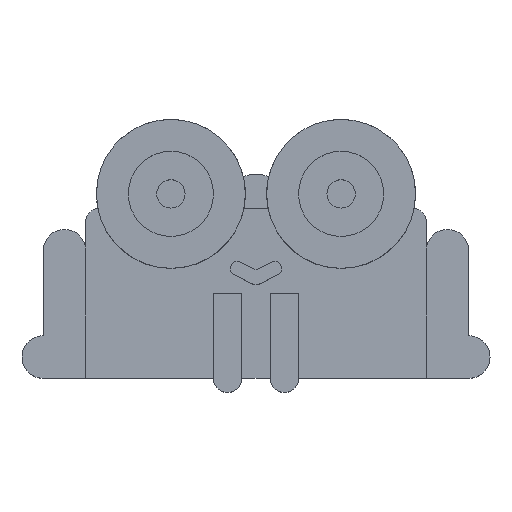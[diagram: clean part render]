
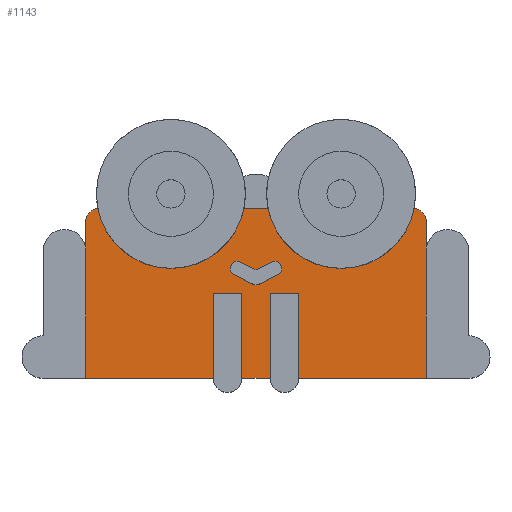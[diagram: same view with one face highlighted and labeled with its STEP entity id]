
A CAD part, top view. The second image highlights one B-rep face of the part: STEP entity #1143.
In plain terms, the highlighted planar face has unit normal (0, 0, 1).
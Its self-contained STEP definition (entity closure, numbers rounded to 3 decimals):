
#23=FACE_BOUND('',#147,.T.);
#32=PLANE('',#1233);
#76=FACE_OUTER_BOUND('',#146,.T.);
#146=EDGE_LOOP('',(#786,#787,#788,#789,#790,#791,#792,#793,#794,#795,#796,
#797,#798,#799,#800,#801,#802,#803));
#147=EDGE_LOOP('',(#804,#805,#806,#807,#808,#809,#810,#811));
#224=LINE('',#1737,#334);
#227=LINE('',#1745,#337);
#228=LINE('',#1751,#338);
#229=LINE('',#1753,#339);
#230=LINE('',#1755,#340);
#231=LINE('',#1757,#341);
#232=LINE('',#1759,#342);
#233=LINE('',#1761,#343);
#234=LINE('',#1763,#344);
#235=LINE('',#1765,#345);
#236=LINE('',#1767,#346);
#237=LINE('',#1769,#347);
#238=LINE('',#1771,#348);
#239=LINE('',#1772,#349);
#240=LINE('',#1775,#350);
#241=LINE('',#1777,#351);
#242=LINE('',#1781,#352);
#243=LINE('',#1787,#353);
#334=VECTOR('',#1369,10.);
#337=VECTOR('',#1376,10.);
#338=VECTOR('',#1381,10.);
#339=VECTOR('',#1382,10.);
#340=VECTOR('',#1383,10.);
#341=VECTOR('',#1384,10.);
#342=VECTOR('',#1385,10.);
#343=VECTOR('',#1386,10.);
#344=VECTOR('',#1387,10.);
#345=VECTOR('',#1388,10.);
#346=VECTOR('',#1389,10.);
#347=VECTOR('',#1390,10.);
#348=VECTOR('',#1391,10.);
#349=VECTOR('',#1392,10.);
#350=VECTOR('',#1393,10.);
#351=VECTOR('',#1394,10.);
#352=VECTOR('',#1397,10.);
#353=VECTOR('',#1402,10.);
#442=CIRCLE('',#1230,1.);
#444=CIRCLE('',#1234,5.25);
#445=CIRCLE('',#1235,5.25);
#446=CIRCLE('',#1236,1.);
#447=CIRCLE('',#1237,0.5);
#448=CIRCLE('',#1238,0.5);
#449=CIRCLE('',#1239,0.5);
#450=CIRCLE('',#1240,0.5);
#500=VERTEX_POINT('',#1727);
#501=VERTEX_POINT('',#1728);
#504=VERTEX_POINT('',#1736);
#506=VERTEX_POINT('',#1742);
#507=VERTEX_POINT('',#1744);
#508=VERTEX_POINT('',#1746);
#509=VERTEX_POINT('',#1748);
#510=VERTEX_POINT('',#1750);
#511=VERTEX_POINT('',#1752);
#512=VERTEX_POINT('',#1754);
#513=VERTEX_POINT('',#1756);
#514=VERTEX_POINT('',#1758);
#515=VERTEX_POINT('',#1760);
#516=VERTEX_POINT('',#1762);
#517=VERTEX_POINT('',#1764);
#518=VERTEX_POINT('',#1766);
#519=VERTEX_POINT('',#1768);
#520=VERTEX_POINT('',#1770);
#521=VERTEX_POINT('',#1773);
#522=VERTEX_POINT('',#1774);
#523=VERTEX_POINT('',#1776);
#524=VERTEX_POINT('',#1778);
#525=VERTEX_POINT('',#1780);
#526=VERTEX_POINT('',#1782);
#527=VERTEX_POINT('',#1784);
#528=VERTEX_POINT('',#1786);
#610=EDGE_CURVE('',#500,#501,#442,.T.);
#614=EDGE_CURVE('',#504,#501,#224,.T.);
#617=EDGE_CURVE('',#506,#500,#444,.T.);
#618=EDGE_CURVE('',#506,#507,#227,.T.);
#619=EDGE_CURVE('',#508,#507,#445,.T.);
#620=EDGE_CURVE('',#509,#508,#446,.T.);
#621=EDGE_CURVE('',#509,#510,#228,.T.);
#622=EDGE_CURVE('',#511,#510,#229,.T.);
#623=EDGE_CURVE('',#511,#512,#230,.T.);
#624=EDGE_CURVE('',#513,#512,#231,.T.);
#625=EDGE_CURVE('',#514,#513,#232,.T.);
#626=EDGE_CURVE('',#515,#514,#233,.T.);
#627=EDGE_CURVE('',#515,#516,#234,.T.);
#628=EDGE_CURVE('',#517,#516,#235,.T.);
#629=EDGE_CURVE('',#518,#517,#236,.T.);
#630=EDGE_CURVE('',#519,#518,#237,.T.);
#631=EDGE_CURVE('',#519,#520,#238,.T.);
#632=EDGE_CURVE('',#504,#520,#239,.T.);
#633=EDGE_CURVE('',#521,#522,#240,.T.);
#634=EDGE_CURVE('',#522,#523,#241,.T.);
#635=EDGE_CURVE('',#523,#524,#447,.T.);
#636=EDGE_CURVE('',#524,#525,#242,.T.);
#637=EDGE_CURVE('',#525,#526,#448,.T.);
#638=EDGE_CURVE('',#526,#527,#449,.T.);
#639=EDGE_CURVE('',#527,#528,#243,.T.);
#640=EDGE_CURVE('',#528,#521,#450,.T.);
#786=ORIENTED_EDGE('',*,*,#610,.F.);
#787=ORIENTED_EDGE('',*,*,#617,.F.);
#788=ORIENTED_EDGE('',*,*,#618,.T.);
#789=ORIENTED_EDGE('',*,*,#619,.F.);
#790=ORIENTED_EDGE('',*,*,#620,.F.);
#791=ORIENTED_EDGE('',*,*,#621,.T.);
#792=ORIENTED_EDGE('',*,*,#622,.F.);
#793=ORIENTED_EDGE('',*,*,#623,.T.);
#794=ORIENTED_EDGE('',*,*,#624,.F.);
#795=ORIENTED_EDGE('',*,*,#625,.F.);
#796=ORIENTED_EDGE('',*,*,#626,.F.);
#797=ORIENTED_EDGE('',*,*,#627,.T.);
#798=ORIENTED_EDGE('',*,*,#628,.F.);
#799=ORIENTED_EDGE('',*,*,#629,.F.);
#800=ORIENTED_EDGE('',*,*,#630,.F.);
#801=ORIENTED_EDGE('',*,*,#631,.T.);
#802=ORIENTED_EDGE('',*,*,#632,.F.);
#803=ORIENTED_EDGE('',*,*,#614,.T.);
#804=ORIENTED_EDGE('',*,*,#633,.T.);
#805=ORIENTED_EDGE('',*,*,#634,.T.);
#806=ORIENTED_EDGE('',*,*,#635,.T.);
#807=ORIENTED_EDGE('',*,*,#636,.T.);
#808=ORIENTED_EDGE('',*,*,#637,.T.);
#809=ORIENTED_EDGE('',*,*,#638,.T.);
#810=ORIENTED_EDGE('',*,*,#639,.T.);
#811=ORIENTED_EDGE('',*,*,#640,.T.);
#1143=ADVANCED_FACE('',(#76,#23),#32,.T.);
#1230=AXIS2_PLACEMENT_3D('',#1729,#1361,#1362);
#1233=AXIS2_PLACEMENT_3D('',#1741,#1372,#1373);
#1234=AXIS2_PLACEMENT_3D('',#1743,#1374,#1375);
#1235=AXIS2_PLACEMENT_3D('',#1747,#1377,#1378);
#1236=AXIS2_PLACEMENT_3D('',#1749,#1379,#1380);
#1237=AXIS2_PLACEMENT_3D('',#1779,#1395,#1396);
#1238=AXIS2_PLACEMENT_3D('',#1783,#1398,#1399);
#1239=AXIS2_PLACEMENT_3D('',#1785,#1400,#1401);
#1240=AXIS2_PLACEMENT_3D('',#1788,#1403,#1404);
#1361=DIRECTION('center_axis',(0.,0.,-1.));
#1362=DIRECTION('ref_axis',(0.154,0.988,0.));
#1369=DIRECTION('',(0.,1.,0.));
#1372=DIRECTION('center_axis',(0.,0.,1.));
#1373=DIRECTION('ref_axis',(1.,0.,0.));
#1374=DIRECTION('center_axis',(0.,0.,1.));
#1375=DIRECTION('ref_axis',(1.,0.,0.));
#1376=DIRECTION('',(-1.,0.,0.));
#1377=DIRECTION('center_axis',(0.,0.,1.));
#1378=DIRECTION('ref_axis',(1.,0.,0.));
#1379=DIRECTION('center_axis',(0.,0.,-1.));
#1380=DIRECTION('ref_axis',(-0.154,0.988,0.));
#1381=DIRECTION('',(0.,-1.,0.));
#1382=DIRECTION('',(0.,1.,0.));
#1383=DIRECTION('',(1.,0.,0.));
#1384=DIRECTION('',(0.,-1.,0.));
#1385=DIRECTION('',(-1.,0.,0.));
#1386=DIRECTION('',(0.,1.,0.));
#1387=DIRECTION('',(1.,0.,0.));
#1388=DIRECTION('',(0.,-1.,0.));
#1389=DIRECTION('',(-1.,0.,0.));
#1390=DIRECTION('',(0.,1.,0.));
#1391=DIRECTION('',(1.,0.,0.));
#1392=DIRECTION('',(0.,-1.,0.));
#1393=DIRECTION('',(0.894,-0.447,0.));
#1394=DIRECTION('',(0.894,0.447,0.));
#1395=DIRECTION('center_axis',(0.,0.,-1.));
#1396=DIRECTION('ref_axis',(0.447,-0.894,0.));
#1397=DIRECTION('',(-0.894,-0.447,0.));
#1398=DIRECTION('center_axis',(0.,0.,-1.));
#1399=DIRECTION('ref_axis',(-0.447,-0.894,0.));
#1400=DIRECTION('center_axis',(0.,0.,-1.));
#1401=DIRECTION('ref_axis',(-0.447,0.894,0.));
#1402=DIRECTION('',(-0.894,0.447,0.));
#1403=DIRECTION('center_axis',(0.,0.,-1.));
#1404=DIRECTION('ref_axis',(0.447,0.894,0.));
#1727=CARTESIAN_POINT('',(11.154,6.,3.));
#1728=CARTESIAN_POINT('',(12.,5.012,3.));
#1729=CARTESIAN_POINT('Origin',(11.,5.012,3.));
#1736=CARTESIAN_POINT('',(12.,3.,3.));
#1737=CARTESIAN_POINT('',(12.,6.,3.));
#1741=CARTESIAN_POINT('Origin',(0.,0.,3.));
#1742=CARTESIAN_POINT('',(0.846,6.,3.));
#1743=CARTESIAN_POINT('Origin',(6.,7.,3.));
#1744=CARTESIAN_POINT('',(-0.846,6.,3.));
#1745=CARTESIAN_POINT('',(-12.,6.,3.));
#1746=CARTESIAN_POINT('',(-11.154,6.,3.));
#1747=CARTESIAN_POINT('Origin',(-6.,7.,3.));
#1748=CARTESIAN_POINT('',(-12.,5.012,3.));
#1749=CARTESIAN_POINT('Origin',(-11.,5.012,3.));
#1750=CARTESIAN_POINT('',(-12.,3.,3.));
#1751=CARTESIAN_POINT('',(-12.,3.,3.));
#1752=CARTESIAN_POINT('',(-12.,-6.,3.));
#1753=CARTESIAN_POINT('',(-12.,-3.,3.));
#1754=CARTESIAN_POINT('',(-3.,-6.,3.));
#1755=CARTESIAN_POINT('',(12.,-6.,3.));
#1756=CARTESIAN_POINT('',(-3.,0.,3.));
#1757=CARTESIAN_POINT('',(-3.,0.,3.));
#1758=CARTESIAN_POINT('',(-1.,0.,3.));
#1759=CARTESIAN_POINT('',(-0.5,0.,3.));
#1760=CARTESIAN_POINT('',(-1.,-6.,3.));
#1761=CARTESIAN_POINT('',(-1.,-3.,3.));
#1762=CARTESIAN_POINT('',(1.,-6.,3.));
#1763=CARTESIAN_POINT('',(12.,-6.,3.));
#1764=CARTESIAN_POINT('',(1.,0.,3.));
#1765=CARTESIAN_POINT('',(1.,0.,3.));
#1766=CARTESIAN_POINT('',(3.,0.,3.));
#1767=CARTESIAN_POINT('',(1.5,0.,3.));
#1768=CARTESIAN_POINT('',(3.,-6.,3.));
#1769=CARTESIAN_POINT('',(3.,-3.,3.));
#1770=CARTESIAN_POINT('',(12.,-6.,3.));
#1771=CARTESIAN_POINT('',(12.,-6.,3.));
#1772=CARTESIAN_POINT('',(12.,1.5,3.));
#1773=CARTESIAN_POINT('',(-1.084,2.198,3.));
#1774=CARTESIAN_POINT('',(0.,1.656,3.));
#1775=CARTESIAN_POINT('',(0.239,1.536,3.));
#1776=CARTESIAN_POINT('',(1.084,2.198,3.));
#1777=CARTESIAN_POINT('',(-0.239,1.536,3.));
#1778=CARTESIAN_POINT('',(1.531,1.303,3.));
#1779=CARTESIAN_POINT('Origin',(1.308,1.751,3.));
#1780=CARTESIAN_POINT('',(0.337,0.706,3.));
#1781=CARTESIAN_POINT('',(1.531,1.303,3.));
#1782=CARTESIAN_POINT('',(0.,0.589,3.));
#1783=CARTESIAN_POINT('Origin',(0.015,1.089,3.));
#1784=CARTESIAN_POINT('',(-0.337,0.706,3.));
#1785=CARTESIAN_POINT('Origin',(-0.015,1.089,3.));
#1786=CARTESIAN_POINT('',(-1.531,1.303,3.));
#1787=CARTESIAN_POINT('',(-1.531,1.303,3.));
#1788=CARTESIAN_POINT('Origin',(-1.308,1.751,3.));
